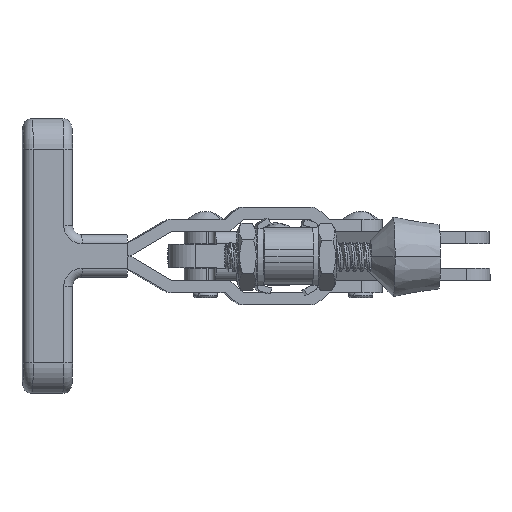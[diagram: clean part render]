
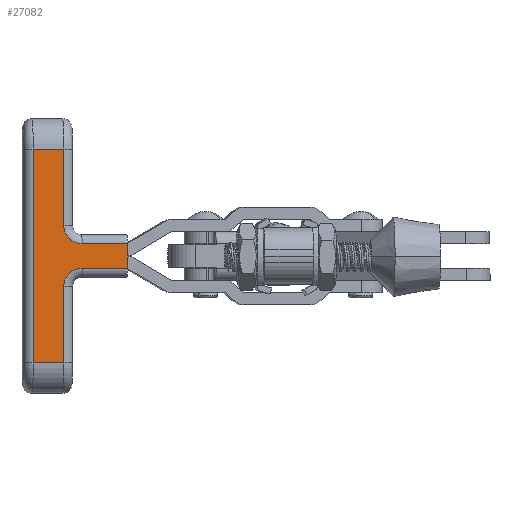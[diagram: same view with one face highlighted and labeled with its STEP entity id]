
A CAD part, left-side view. The second image highlights one B-rep face of the part: STEP entity #27082.
In plain terms, the highlighted face is planar.
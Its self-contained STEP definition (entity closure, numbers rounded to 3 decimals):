
#110 = CIRCLE ( 'NONE', #20553, 3. ) ;
#1610 = CARTESIAN_POINT ( 'NONE',  ( -84.712, -11.491, -1.5 ) ) ;
#1614 = LINE ( 'NONE', #3760, #26059 ) ;
#1973 = ORIENTED_EDGE ( 'NONE', *, *, #16936, .T. ) ;
#2003 = DIRECTION ( 'NONE',  ( 0., -1., 0. ) ) ;
#2825 = PLANE ( 'NONE',  #24295 ) ;
#3524 = EDGE_CURVE ( 'NONE', #8207, #23912, #22067, .T. ) ;
#3558 = VERTEX_POINT ( 'NONE', #30687 ) ;
#3760 = CARTESIAN_POINT ( 'NONE',  ( -83.212, 23.488, -1.5 ) ) ;
#4342 = EDGE_CURVE ( 'NONE', #3558, #8576, #26241, .T. ) ;
#4796 = CARTESIAN_POINT ( 'NONE',  ( -67.814, 7.998, -1.5 ) ) ;
#5104 = LINE ( 'NONE', #22628, #26047 ) ;
#5134 = VECTOR ( 'NONE', #11816, 1000. ) ;
#5287 = AXIS2_PLACEMENT_3D ( 'NONE', #6951, #23464, #9312 ) ;
#5315 = EDGE_LOOP ( 'NONE', ( #11154, #9644, #22358, #19264, #29541, #27240, #25559, #1973, #27444, #27954 ) ) ;
#5428 = FACE_OUTER_BOUND ( 'NONE', #5315, .T. ) ;
#6752 = VERTEX_POINT ( 'NONE', #7988 ) ;
#6915 = LINE ( 'NONE', #30379, #12435 ) ;
#6951 = CARTESIAN_POINT ( 'NONE',  ( -75.212, 1., -1.5 ) ) ;
#7601 = DIRECTION ( 'NONE',  ( 0., -1., 0. ) ) ;
#7988 = CARTESIAN_POINT ( 'NONE',  ( -67.814, 4., -1.5 ) ) ;
#8207 = VERTEX_POINT ( 'NONE', #16912 ) ;
#8480 = DIRECTION ( 'NONE',  ( -1., 0., 0. ) ) ;
#8576 = VERTEX_POINT ( 'NONE', #25674 ) ;
#9312 = DIRECTION ( 'NONE',  ( 0., -1., 0. ) ) ;
#9644 = ORIENTED_EDGE ( 'NONE', *, *, #28555, .T. ) ;
#9658 = EDGE_CURVE ( 'NONE', #8207, #11749, #10317, .T. ) ;
#10317 = CIRCLE ( 'NONE', #5287, 3. ) ;
#11154 = ORIENTED_EDGE ( 'NONE', *, *, #14579, .F. ) ;
#11619 = DIRECTION ( 'NONE',  ( 0., -1., 0. ) ) ;
#11749 = VERTEX_POINT ( 'NONE', #17097 ) ;
#11816 = DIRECTION ( 'NONE',  ( 1., 0., 0. ) ) ;
#11914 = CARTESIAN_POINT ( 'NONE',  ( -75.212, 7.998, -1.5 ) ) ;
#12435 = VECTOR ( 'NONE', #2003, 1000. ) ;
#12566 = CARTESIAN_POINT ( 'NONE',  ( -75.212, 10.998, -1.5 ) ) ;
#13214 = DIRECTION ( 'NONE',  ( 0., -1., 0. ) ) ;
#14197 = CARTESIAN_POINT ( 'NONE',  ( -84.712, 23.488, -1.5 ) ) ;
#14579 = EDGE_CURVE ( 'NONE', #16534, #23912, #17737, .T. ) ;
#14950 = DIRECTION ( 'NONE',  ( 0., -1., 0. ) ) ;
#15813 = CARTESIAN_POINT ( 'NONE',  ( -78.212, 23.488, -1.5 ) ) ;
#16192 = CARTESIAN_POINT ( 'NONE',  ( -78.212, -11.491, -1.5 ) ) ;
#16195 = EDGE_CURVE ( 'NONE', #16512, #3558, #23241, .T. ) ;
#16512 = VERTEX_POINT ( 'NONE', #27735 ) ;
#16534 = VERTEX_POINT ( 'NONE', #27921 ) ;
#16912 = CARTESIAN_POINT ( 'NONE',  ( -78.212, 1., -1.5 ) ) ;
#16936 = EDGE_CURVE ( 'NONE', #6752, #11749, #5104, .T. ) ;
#17097 = CARTESIAN_POINT ( 'NONE',  ( -75.212, 4., -1.5 ) ) ;
#17284 = VECTOR ( 'NONE', #27331, 1000. ) ;
#17737 = LINE ( 'NONE', #1610, #30365 ) ;
#18007 = LINE ( 'NONE', #29715, #17284 ) ;
#18155 = DIRECTION ( 'NONE',  ( 1., 0., 0. ) ) ;
#19264 = ORIENTED_EDGE ( 'NONE', *, *, #4342, .T. ) ;
#19343 = CARTESIAN_POINT ( 'NONE',  ( -84.712, 23.488, -1.5 ) ) ;
#20553 = AXIS2_PLACEMENT_3D ( 'NONE', #12566, #29123, #14950 ) ;
#21449 = EDGE_CURVE ( 'NONE', #28714, #6752, #6915, .T. ) ;
#21720 = DIRECTION ( 'NONE',  ( 0., 0., 1. ) ) ;
#22067 = LINE ( 'NONE', #28169, #22814 ) ;
#22358 = ORIENTED_EDGE ( 'NONE', *, *, #16195, .T. ) ;
#22628 = CARTESIAN_POINT ( 'NONE',  ( -76.712, 4., -1.5 ) ) ;
#22814 = VECTOR ( 'NONE', #11619, 1000. ) ;
#23241 = LINE ( 'NONE', #14197, #5134 ) ;
#23464 = DIRECTION ( 'NONE',  ( 0., 0., -1. ) ) ;
#23912 = VERTEX_POINT ( 'NONE', #16192 ) ;
#24295 = AXIS2_PLACEMENT_3D ( 'NONE', #19343, #21720, #7601 ) ;
#24401 = EDGE_CURVE ( 'NONE', #26965, #28714, #18007, .T. ) ;
#25160 = DIRECTION ( 'NONE',  ( 0., 1., 0. ) ) ;
#25559 = ORIENTED_EDGE ( 'NONE', *, *, #21449, .T. ) ;
#25674 = CARTESIAN_POINT ( 'NONE',  ( -78.212, 10.998, -1.5 ) ) ;
#26047 = VECTOR ( 'NONE', #8480, 1000. ) ;
#26059 = VECTOR ( 'NONE', #25160, 1000. ) ;
#26241 = LINE ( 'NONE', #15813, #26984 ) ;
#26965 = VERTEX_POINT ( 'NONE', #11914 ) ;
#26984 = VECTOR ( 'NONE', #13214, 1000. ) ;
#27082 = ADVANCED_FACE ( 'NONE', ( #5428 ), #2825, .F. ) ;
#27240 = ORIENTED_EDGE ( 'NONE', *, *, #24401, .T. ) ;
#27331 = DIRECTION ( 'NONE',  ( 1., 0., 0. ) ) ;
#27444 = ORIENTED_EDGE ( 'NONE', *, *, #9658, .F. ) ;
#27735 = CARTESIAN_POINT ( 'NONE',  ( -83.212, 23.488, -1.5 ) ) ;
#27921 = CARTESIAN_POINT ( 'NONE',  ( -83.212, -11.491, -1.5 ) ) ;
#27954 = ORIENTED_EDGE ( 'NONE', *, *, #3524, .T. ) ;
#28169 = CARTESIAN_POINT ( 'NONE',  ( -78.212, 23.488, -1.5 ) ) ;
#28555 = EDGE_CURVE ( 'NONE', #16534, #16512, #1614, .T. ) ;
#28714 = VERTEX_POINT ( 'NONE', #4796 ) ;
#29123 = DIRECTION ( 'NONE',  ( 0., 0., -1. ) ) ;
#29541 = ORIENTED_EDGE ( 'NONE', *, *, #30545, .F. ) ;
#29715 = CARTESIAN_POINT ( 'NONE',  ( -67.814, 7.998, -1.5 ) ) ;
#30365 = VECTOR ( 'NONE', #18155, 1000. ) ;
#30379 = CARTESIAN_POINT ( 'NONE',  ( -67.814, 9.498, -1.5 ) ) ;
#30545 = EDGE_CURVE ( 'NONE', #26965, #8576, #110, .T. ) ;
#30687 = CARTESIAN_POINT ( 'NONE',  ( -78.212, 23.488, -1.5 ) ) ;
